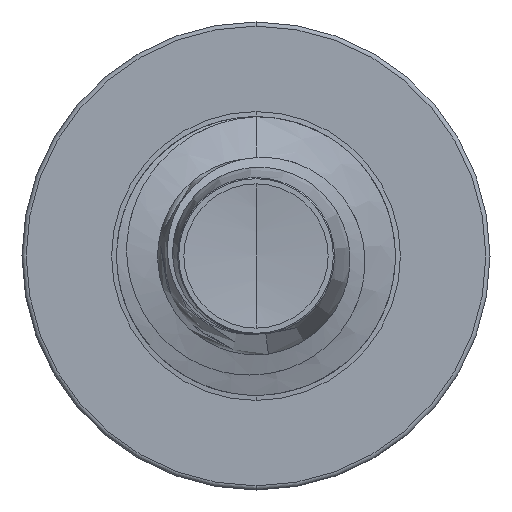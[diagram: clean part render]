
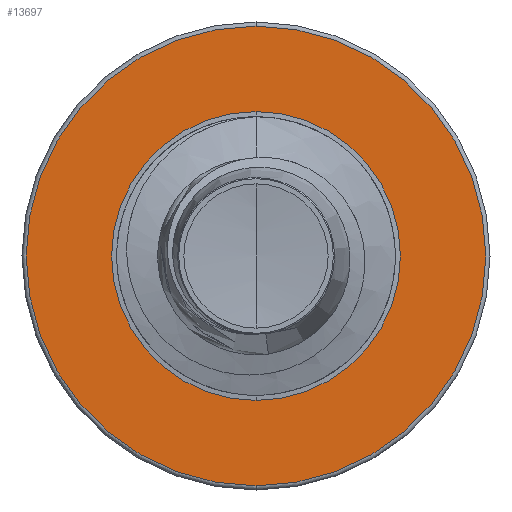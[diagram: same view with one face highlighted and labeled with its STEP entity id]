
A CAD part, front view. The second image highlights one B-rep face of the part: STEP entity #13697.
In plain terms, the highlighted planar face has unit normal (0, -1, 0).
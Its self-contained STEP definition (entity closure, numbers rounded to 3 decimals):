
#408 = AXIS2_PLACEMENT_3D ( 'NONE', #6373, #14687, #7744 ) ;
#927 = VERTEX_POINT ( 'NONE', #10608 ) ;
#1046 = DIRECTION ( 'NONE',  ( 0., 0., 1. ) ) ;
#1151 = AXIS2_PLACEMENT_3D ( 'NONE', #8423, #16030, #9769 ) ;
#1514 = VERTEX_POINT ( 'NONE', #11973 ) ;
#1795 = FACE_BOUND ( 'NONE', #13297, .T. ) ;
#1872 = FACE_OUTER_BOUND ( 'NONE', #5302, .T. ) ;
#2384 = CARTESIAN_POINT ( 'NONE',  ( 0., 10., 2.063 ) ) ;
#2523 = AXIS2_PLACEMENT_3D ( 'NONE', #11579, #3526, #12779 ) ;
#3526 = DIRECTION ( 'NONE',  ( 0., 1., 0. ) ) ;
#5302 = EDGE_LOOP ( 'NONE', ( #5781, #5833 ) ) ;
#5483 = CIRCLE ( 'NONE', #13239, 2.063 ) ;
#5781 = ORIENTED_EDGE ( 'NONE', *, *, #13460, .F. ) ;
#5833 = ORIENTED_EDGE ( 'NONE', *, *, #12450, .F. ) ;
#5880 = DIRECTION ( 'NONE',  ( 0., 0., 1. ) ) ;
#5922 = ORIENTED_EDGE ( 'NONE', *, *, #10679, .T. ) ;
#6022 = ORIENTED_EDGE ( 'NONE', *, *, #12828, .T. ) ;
#6373 = CARTESIAN_POINT ( 'NONE',  ( 0., 10., 0. ) ) ;
#6485 = CIRCLE ( 'NONE', #2523, 1.296 ) ;
#7027 = AXIS2_PLACEMENT_3D ( 'NONE', #9886, #13489, #5880 ) ;
#7744 = DIRECTION ( 'NONE',  ( 0., 0., 1. ) ) ;
#8367 = PLANE ( 'NONE',  #7027 ) ;
#8423 = CARTESIAN_POINT ( 'NONE',  ( 0., 10., 0. ) ) ;
#9481 = DIRECTION ( 'NONE',  ( 0., 1., 0. ) ) ;
#9769 = DIRECTION ( 'NONE',  ( 0., 0., 1. ) ) ;
#9886 = CARTESIAN_POINT ( 'NONE',  ( 0., 10., -1.296 ) ) ;
#10459 = VERTEX_POINT ( 'NONE', #15594 ) ;
#10608 = CARTESIAN_POINT ( 'NONE',  ( 0., 10., 1.296 ) ) ;
#10679 = EDGE_CURVE ( 'NONE', #927, #10459, #6485, .T. ) ;
#11284 = VERTEX_POINT ( 'NONE', #2384 ) ;
#11579 = CARTESIAN_POINT ( 'NONE',  ( 0., 10., 0. ) ) ;
#11973 = CARTESIAN_POINT ( 'NONE',  ( 0., 10., -2.062 ) ) ;
#12450 = EDGE_CURVE ( 'NONE', #1514, #11284, #13474, .T. ) ;
#12779 = DIRECTION ( 'NONE',  ( 0., 0., 1. ) ) ;
#12828 = EDGE_CURVE ( 'NONE', #10459, #927, #14670, .T. ) ;
#13239 = AXIS2_PLACEMENT_3D ( 'NONE', #15875, #9481, #1046 ) ;
#13297 = EDGE_LOOP ( 'NONE', ( #5922, #6022 ) ) ;
#13460 = EDGE_CURVE ( 'NONE', #11284, #1514, #5483, .T. ) ;
#13474 = CIRCLE ( 'NONE', #1151, 2.063 ) ;
#13489 = DIRECTION ( 'NONE',  ( 0., 1., 0. ) ) ;
#13697 = ADVANCED_FACE ( 'NONE', ( #1872, #1795 ), #8367, .F. ) ;
#14670 = CIRCLE ( 'NONE', #408, 1.296 ) ;
#14687 = DIRECTION ( 'NONE',  ( 0., 1., 0. ) ) ;
#15594 = CARTESIAN_POINT ( 'NONE',  ( 0., 10., -1.296 ) ) ;
#15875 = CARTESIAN_POINT ( 'NONE',  ( 0., 10., 0. ) ) ;
#16030 = DIRECTION ( 'NONE',  ( 0., 1., 0. ) ) ;
